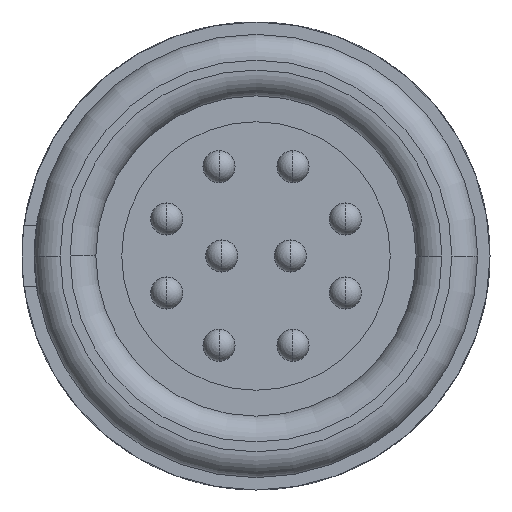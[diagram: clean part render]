
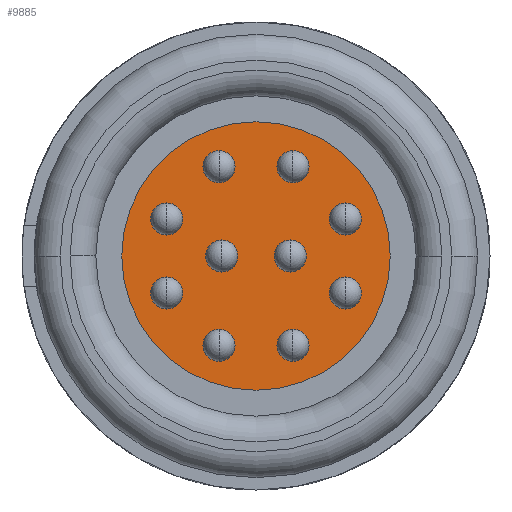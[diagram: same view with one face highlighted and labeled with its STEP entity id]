
A CAD part, left-side view. The second image highlights one B-rep face of the part: STEP entity #9885.
In plain terms, the highlighted planar face has unit normal (-1, 0, 0).
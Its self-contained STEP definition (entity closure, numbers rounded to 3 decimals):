
#2692=CARTESIAN_POINT('',(-2.1,0.,0.));
#2693=DIRECTION('',(-1.,0.,0.));
#2694=DIRECTION('',(0.,1.,0.));
#2695=AXIS2_PLACEMENT_3D('',#2692,#2693,#2694);
#2710=CARTESIAN_POINT('',(-2.1,0.,0.));
#2711=DIRECTION('',(-1.,0.,0.));
#2712=DIRECTION('',(0.,-1.,0.));
#2713=AXIS2_PLACEMENT_3D('',#2710,#2711,#2712);
#4820=CARTESIAN_POINT('',(-2.1,1.502,-3.626));
#4821=DIRECTION('',(-1.,0.,0.));
#4822=DIRECTION('',(0.,0.,1.));
#4823=AXIS2_PLACEMENT_3D('',#4820,#4821,#4822);
#4825=CARTESIAN_POINT('',(-2.1,1.502,-3.626));
#4826=DIRECTION('',(-1.,0.,0.));
#4827=DIRECTION('',(0.,0.,-1.));
#4828=AXIS2_PLACEMENT_3D('',#4825,#4826,#4827);
#4830=CARTESIAN_POINT('',(-2.1,3.626,-1.502));
#4831=DIRECTION('',(-1.,0.,0.));
#4832=DIRECTION('',(0.,0.,1.));
#4833=AXIS2_PLACEMENT_3D('',#4830,#4831,#4832);
#4835=CARTESIAN_POINT('',(-2.1,3.626,-1.502));
#4836=DIRECTION('',(-1.,0.,0.));
#4837=DIRECTION('',(0.,0.,-1.));
#4838=AXIS2_PLACEMENT_3D('',#4835,#4836,#4837);
#4840=CARTESIAN_POINT('',(-2.1,-1.502,-3.626));
#4841=DIRECTION('',(-1.,0.,0.));
#4842=DIRECTION('',(0.,0.,1.));
#4843=AXIS2_PLACEMENT_3D('',#4840,#4841,#4842);
#4845=CARTESIAN_POINT('',(-2.1,-1.502,-3.626));
#4846=DIRECTION('',(-1.,0.,0.));
#4847=DIRECTION('',(0.,0.,-1.));
#4848=AXIS2_PLACEMENT_3D('',#4845,#4846,#4847);
#4850=CARTESIAN_POINT('',(-2.1,-3.626,-1.502));
#4851=DIRECTION('',(-1.,0.,0.));
#4852=DIRECTION('',(0.,0.,1.));
#4853=AXIS2_PLACEMENT_3D('',#4850,#4851,#4852);
#4855=CARTESIAN_POINT('',(-2.1,-3.626,-1.502));
#4856=DIRECTION('',(-1.,0.,0.));
#4857=DIRECTION('',(0.,0.,-1.));
#4858=AXIS2_PLACEMENT_3D('',#4855,#4856,#4857);
#4860=CARTESIAN_POINT('',(-2.1,-3.626,1.502));
#4861=DIRECTION('',(-1.,0.,0.));
#4862=DIRECTION('',(0.,0.,1.));
#4863=AXIS2_PLACEMENT_3D('',#4860,#4861,#4862);
#4865=CARTESIAN_POINT('',(-2.1,-3.626,1.502));
#4866=DIRECTION('',(-1.,0.,0.));
#4867=DIRECTION('',(0.,0.,-1.));
#4868=AXIS2_PLACEMENT_3D('',#4865,#4866,#4867);
#4870=CARTESIAN_POINT('',(-2.1,-1.502,3.626));
#4871=DIRECTION('',(-1.,0.,0.));
#4872=DIRECTION('',(0.,0.,1.));
#4873=AXIS2_PLACEMENT_3D('',#4870,#4871,#4872);
#4875=CARTESIAN_POINT('',(-2.1,-1.502,3.626));
#4876=DIRECTION('',(-1.,0.,0.));
#4877=DIRECTION('',(0.,0.,-1.));
#4878=AXIS2_PLACEMENT_3D('',#4875,#4876,#4877);
#4880=CARTESIAN_POINT('',(-2.1,1.502,3.626));
#4881=DIRECTION('',(-1.,0.,0.));
#4882=DIRECTION('',(0.,0.,1.));
#4883=AXIS2_PLACEMENT_3D('',#4880,#4881,#4882);
#4885=CARTESIAN_POINT('',(-2.1,1.502,3.626));
#4886=DIRECTION('',(-1.,0.,0.));
#4887=DIRECTION('',(0.,0.,-1.));
#4888=AXIS2_PLACEMENT_3D('',#4885,#4886,#4887);
#4890=CARTESIAN_POINT('',(-2.1,3.626,1.502));
#4891=DIRECTION('',(-1.,0.,0.));
#4892=DIRECTION('',(0.,0.,1.));
#4893=AXIS2_PLACEMENT_3D('',#4890,#4891,#4892);
#4895=CARTESIAN_POINT('',(-2.1,3.626,1.502));
#4896=DIRECTION('',(-1.,0.,0.));
#4897=DIRECTION('',(0.,0.,-1.));
#4898=AXIS2_PLACEMENT_3D('',#4895,#4896,#4897);
#4900=CARTESIAN_POINT('',(-2.1,1.39,0.));
#4901=DIRECTION('',(-1.,0.,0.));
#4902=DIRECTION('',(0.,0.,1.));
#4903=AXIS2_PLACEMENT_3D('',#4900,#4901,#4902);
#4905=CARTESIAN_POINT('',(-2.1,1.39,0.));
#4906=DIRECTION('',(-1.,0.,0.));
#4907=DIRECTION('',(0.,0.,-1.));
#4908=AXIS2_PLACEMENT_3D('',#4905,#4906,#4907);
#4910=CARTESIAN_POINT('',(-2.1,-1.39,0.));
#4911=DIRECTION('',(-1.,0.,0.));
#4912=DIRECTION('',(0.,0.,1.));
#4913=AXIS2_PLACEMENT_3D('',#4910,#4911,#4912);
#4915=CARTESIAN_POINT('',(-2.1,-1.39,0.));
#4916=DIRECTION('',(-1.,0.,0.));
#4917=DIRECTION('',(0.,0.,-1.));
#4918=AXIS2_PLACEMENT_3D('',#4915,#4916,#4917);
#6149=CARTESIAN_POINT('',(-2.1,1.502,-2.976));
#6150=CARTESIAN_POINT('',(-2.1,1.502,-4.276));
#6151=VERTEX_POINT('',#6149);
#6152=VERTEX_POINT('',#6150);
#6153=CARTESIAN_POINT('',(-2.1,3.626,-0.852));
#6154=CARTESIAN_POINT('',(-2.1,3.626,-2.152));
#6155=VERTEX_POINT('',#6153);
#6156=VERTEX_POINT('',#6154);
#6157=CARTESIAN_POINT('',(-2.1,-1.502,-2.976));
#6158=CARTESIAN_POINT('',(-2.1,-1.502,-4.276));
#6159=VERTEX_POINT('',#6157);
#6160=VERTEX_POINT('',#6158);
#6161=CARTESIAN_POINT('',(-2.1,-3.626,-0.852));
#6162=CARTESIAN_POINT('',(-2.1,-3.626,-2.152));
#6163=VERTEX_POINT('',#6161);
#6164=VERTEX_POINT('',#6162);
#6165=CARTESIAN_POINT('',(-2.1,-3.626,2.152));
#6166=CARTESIAN_POINT('',(-2.1,-3.626,0.852));
#6167=VERTEX_POINT('',#6165);
#6168=VERTEX_POINT('',#6166);
#6169=CARTESIAN_POINT('',(-2.1,-1.502,4.276));
#6170=CARTESIAN_POINT('',(-2.1,-1.502,2.976));
#6171=VERTEX_POINT('',#6169);
#6172=VERTEX_POINT('',#6170);
#6173=CARTESIAN_POINT('',(-2.1,1.502,4.276));
#6174=CARTESIAN_POINT('',(-2.1,1.502,2.976));
#6175=VERTEX_POINT('',#6173);
#6176=VERTEX_POINT('',#6174);
#6177=CARTESIAN_POINT('',(-2.1,3.626,2.152));
#6178=CARTESIAN_POINT('',(-2.1,3.626,0.852));
#6179=VERTEX_POINT('',#6177);
#6180=VERTEX_POINT('',#6178);
#6181=CARTESIAN_POINT('',(-2.1,1.39,0.65));
#6182=CARTESIAN_POINT('',(-2.1,1.39,-0.65));
#6183=VERTEX_POINT('',#6181);
#6184=VERTEX_POINT('',#6182);
#6185=CARTESIAN_POINT('',(-2.1,-1.39,0.65));
#6186=CARTESIAN_POINT('',(-2.1,-1.39,-0.65));
#6187=VERTEX_POINT('',#6185);
#6188=VERTEX_POINT('',#6186);
#6413=CARTESIAN_POINT('',(-2.1,-5.45,0.));
#6414=CARTESIAN_POINT('',(-2.1,5.45,0.));
#6415=VERTEX_POINT('',#6413);
#6416=VERTEX_POINT('',#6414);
#9816=CARTESIAN_POINT('',(-2.1,0.,0.));
#9817=DIRECTION('',(1.,0.,0.));
#9818=DIRECTION('',(0.,0.,-1.));
#9819=AXIS2_PLACEMENT_3D('',#9816,#9817,#9818);
#9820=PLANE('',#9819);
#9821=ORIENTED_EDGE('',*,*,#7511,.F.);
#9822=ORIENTED_EDGE('',*,*,#7482,.F.);
#9823=EDGE_LOOP('',(#9821,#9822));
#9824=FACE_OUTER_BOUND('',#9823,.F.);
#9826=ORIENTED_EDGE('',*,*,#9825,.T.);
#9828=ORIENTED_EDGE('',*,*,#9827,.T.);
#9829=EDGE_LOOP('',(#9826,#9828));
#9830=FACE_BOUND('',#9829,.F.);
#9832=ORIENTED_EDGE('',*,*,#9831,.T.);
#9834=ORIENTED_EDGE('',*,*,#9833,.T.);
#9835=EDGE_LOOP('',(#9832,#9834));
#9836=FACE_BOUND('',#9835,.F.);
#9838=ORIENTED_EDGE('',*,*,#9837,.T.);
#9840=ORIENTED_EDGE('',*,*,#9839,.T.);
#9841=EDGE_LOOP('',(#9838,#9840));
#9842=FACE_BOUND('',#9841,.F.);
#9844=ORIENTED_EDGE('',*,*,#9843,.T.);
#9846=ORIENTED_EDGE('',*,*,#9845,.T.);
#9847=EDGE_LOOP('',(#9844,#9846));
#9848=FACE_BOUND('',#9847,.F.);
#9850=ORIENTED_EDGE('',*,*,#9849,.T.);
#9852=ORIENTED_EDGE('',*,*,#9851,.T.);
#9853=EDGE_LOOP('',(#9850,#9852));
#9854=FACE_BOUND('',#9853,.F.);
#9856=ORIENTED_EDGE('',*,*,#9855,.T.);
#9858=ORIENTED_EDGE('',*,*,#9857,.T.);
#9859=EDGE_LOOP('',(#9856,#9858));
#9860=FACE_BOUND('',#9859,.F.);
#9862=ORIENTED_EDGE('',*,*,#9861,.T.);
#9864=ORIENTED_EDGE('',*,*,#9863,.T.);
#9865=EDGE_LOOP('',(#9862,#9864));
#9866=FACE_BOUND('',#9865,.F.);
#9868=ORIENTED_EDGE('',*,*,#9867,.T.);
#9870=ORIENTED_EDGE('',*,*,#9869,.T.);
#9871=EDGE_LOOP('',(#9868,#9870));
#9872=FACE_BOUND('',#9871,.F.);
#9874=ORIENTED_EDGE('',*,*,#9873,.T.);
#9876=ORIENTED_EDGE('',*,*,#9875,.T.);
#9877=EDGE_LOOP('',(#9874,#9876));
#9878=FACE_BOUND('',#9877,.F.);
#9880=ORIENTED_EDGE('',*,*,#9879,.T.);
#9882=ORIENTED_EDGE('',*,*,#9881,.T.);
#9883=EDGE_LOOP('',(#9880,#9882));
#9884=FACE_BOUND('',#9883,.F.);
#9885=ADVANCED_FACE('',(#9824,#9830,#9836,#9842,#9848,#9854,#9860,#9866,#9872,
#9878,#9884),#9820,.F.);
#2696=CIRCLE('',#2695,5.45);
#2714=CIRCLE('',#2713,5.45);
#4824=CIRCLE('',#4823,0.65);
#4829=CIRCLE('',#4828,0.65);
#4834=CIRCLE('',#4833,0.65);
#4839=CIRCLE('',#4838,0.65);
#4844=CIRCLE('',#4843,0.65);
#4849=CIRCLE('',#4848,0.65);
#4854=CIRCLE('',#4853,0.65);
#4859=CIRCLE('',#4858,0.65);
#4864=CIRCLE('',#4863,0.65);
#4869=CIRCLE('',#4868,0.65);
#4874=CIRCLE('',#4873,0.65);
#4879=CIRCLE('',#4878,0.65);
#4884=CIRCLE('',#4883,0.65);
#4889=CIRCLE('',#4888,0.65);
#4894=CIRCLE('',#4893,0.65);
#4899=CIRCLE('',#4898,0.65);
#4904=CIRCLE('',#4903,0.65);
#4909=CIRCLE('',#4908,0.65);
#4914=CIRCLE('',#4913,0.65);
#4919=CIRCLE('',#4918,0.65);
#7482=EDGE_CURVE('',#6416,#6415,#2696,.T.);
#7511=EDGE_CURVE('',#6415,#6416,#2714,.T.);
#9825=EDGE_CURVE('',#6151,#6152,#4824,.T.);
#9827=EDGE_CURVE('',#6152,#6151,#4829,.T.);
#9831=EDGE_CURVE('',#6155,#6156,#4834,.T.);
#9833=EDGE_CURVE('',#6156,#6155,#4839,.T.);
#9837=EDGE_CURVE('',#6159,#6160,#4844,.T.);
#9839=EDGE_CURVE('',#6160,#6159,#4849,.T.);
#9843=EDGE_CURVE('',#6163,#6164,#4854,.T.);
#9845=EDGE_CURVE('',#6164,#6163,#4859,.T.);
#9849=EDGE_CURVE('',#6167,#6168,#4864,.T.);
#9851=EDGE_CURVE('',#6168,#6167,#4869,.T.);
#9855=EDGE_CURVE('',#6171,#6172,#4874,.T.);
#9857=EDGE_CURVE('',#6172,#6171,#4879,.T.);
#9861=EDGE_CURVE('',#6175,#6176,#4884,.T.);
#9863=EDGE_CURVE('',#6176,#6175,#4889,.T.);
#9867=EDGE_CURVE('',#6179,#6180,#4894,.T.);
#9869=EDGE_CURVE('',#6180,#6179,#4899,.T.);
#9873=EDGE_CURVE('',#6183,#6184,#4904,.T.);
#9875=EDGE_CURVE('',#6184,#6183,#4909,.T.);
#9879=EDGE_CURVE('',#6187,#6188,#4914,.T.);
#9881=EDGE_CURVE('',#6188,#6187,#4919,.T.);
